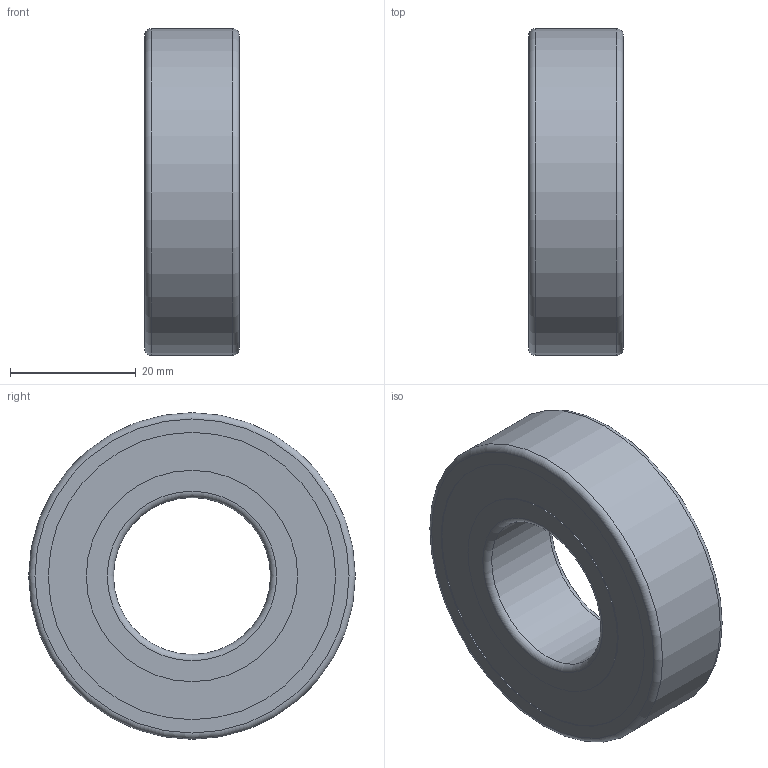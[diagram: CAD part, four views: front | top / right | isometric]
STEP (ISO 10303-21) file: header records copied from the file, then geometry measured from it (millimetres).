
FILE_DESCRIPTION(/* description */ ('STEP AP214'),/* implementation_level */ '2;1');
FILE_NAME(/* name */ '6205ZZ',/* time_stamp */ '2025-10-07T20:25:37+02:00',/* author */ ('License CC BY-ND 4.0'),/* organization */ ('CADENAS'),/* preprocessor_version */ 'ST-DEVELOPER v19.3',/* originating_system */ 'PARTsolutions',/* authorisation */ ' ');
FILE_SCHEMA (('AUTOMOTIVE_DESIGN {1 0 10303 214 3 1 1}'));
Length unit declared in the file: millimetre
Products named in the file (5): 6205ZZ; 6205ZZ Inner Ring; 6205ZZ Outer Ring; 6205ZZst; 6205ZZ Ball
Assembly tree (13 placements, depth 2):
  6205ZZ
    6205ZZ Inner Ring
    6205ZZ Outer Ring
    6205ZZst  x2
    6205ZZ Ball  x9
Bounding box: 15 x 52 x 52 mm (x, y, z)
Volume: 16717 mm3; surface area: 14470.7 mm2
Topology: 13 solids, 13 shells, 37 faces, 74 edges, 47 vertices
Faces by surface type: cylinder 12, plane 10, sphere 9, torus 6
Full cylindrical faces by diameter (mm): 25 x1, 33.64 x4, 43.36 x2, 45.76 x4, 52 x1
Entity records: 710 total; most frequent: DIRECTION 126, CARTESIAN_POINT 88, AXIS2_PLACEMENT_3D 63, FACE_BOUND 49, ORIENTED_EDGE 48, EDGE_LOOP 48, VERTEX_POINT 25, ADVANCED_FACE 25
